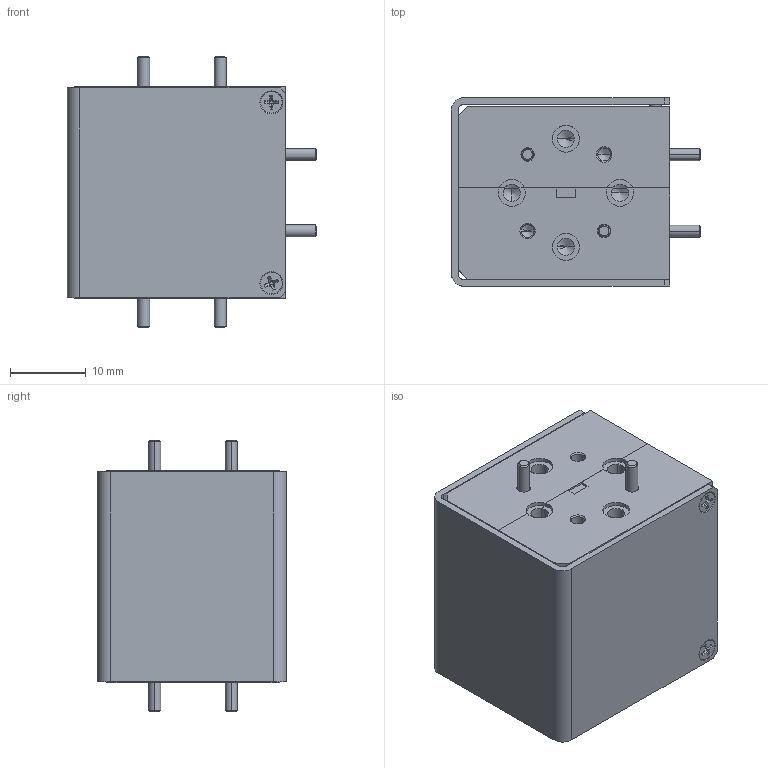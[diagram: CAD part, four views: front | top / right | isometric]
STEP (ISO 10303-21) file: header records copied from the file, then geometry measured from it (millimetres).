
FILE_DESCRIPTION (( 'STEP AP203' ), '1' );
FILE_NAME ('SNW-9439631535-10-CM.STEP', '2019-06-08T00:13:17', ( '' ), ( '' ), 'SwSTEP 2.0', 'SolidWorks 2016', '' );
FILE_SCHEMA (( 'CONFIG_CONTROL_DESIGN' ));
Length unit declared in the file: inch
Products named in the file (1): SNW-9439631535-10-CM
Bounding box: 32.89 x 24.89 x 35.88 mm (x, y, z)
Volume: 19424.4 mm3; surface area: 11187 mm2
Topology: 9 solids, 9 shells, 416 faces, 1082 edges, 664 vertices
Faces by surface type: cylinder 145, plane 144, cone 127
Entity records: 12657 total; most frequent: CARTESIAN_POINT 2538, DIRECTION 2144, ORIENTED_EDGE 2060, EDGE_CURVE 1030, AXIS2_PLACEMENT_3D 796, VERTEX_POINT 664, VECTOR 552, LINE 552
